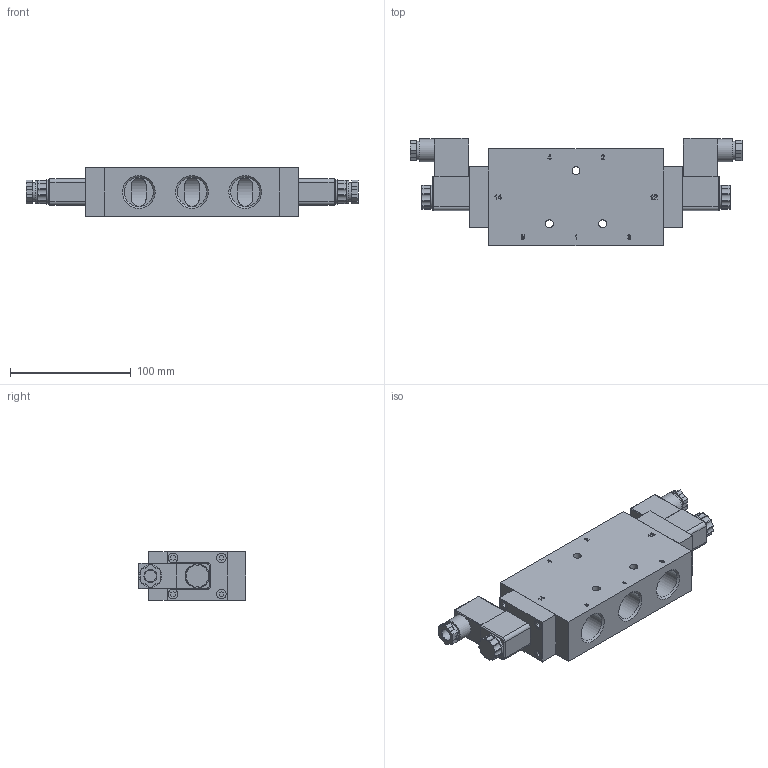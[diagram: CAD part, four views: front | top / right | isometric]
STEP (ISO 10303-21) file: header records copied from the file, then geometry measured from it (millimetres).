
FILE_DESCRIPTION(/* description */ ('Unknown'),/* implementation_level */ '2;1');
FILE_NAME(/* name */ 'GZ-MH 532 181',/* time_stamp */ '2026-01-13T09:31:41+01:00',/* author */ ('Unknown'),/* organization */ ('HAFNER Pneumatika Kft'),/* preprocessor_version */ 'ST-DEVELOPER v16.7',/* originating_system */ 'Solid Edge',/* authorisation */ 'Unknown');
FILE_SCHEMA (('AUTOMOTIVE_DESIGN {1 0 10303 214 3 1 1}'));
Length unit declared in the file: millimetre
Products named in the file (2): GZ-MH532181
Assembly tree (1 placements, depth 2):
  GZ-MH532181
    GZ-MH532181
Bounding box: 274.5 x 88.7 x 40 mm (x, y, z)
Volume: 457258.4 mm3; surface area: 106244.1 mm2
Topology: 8 solids, 8 shells, 769 faces, 1917 edges, 1255 vertices
Faces by surface type: plane 517, cylinder 164, bspline 40, cone 35, sphere 9, torus 4
Full cylindrical faces by diameter (mm): 1.5 x6, 2.375 x2, 2.4 x2, 2.459 x4, 3.236 x2, 4.134 x16, 6 x2, 6.1 x2, 6.6 x3, 7.3 x2, 8 x10, 8.15 x2, 8.5 x2, 9 x2, 9.15 x2, 9.75 x2, 11.6 x2, 14.5 x2, 15.6 x2, 16 x4, 19 x2, 20 x2, 24.117 x10, 28 x5, 28.5 x4
Entity records: 28858 total; most frequent: CARTESIAN_POINT 6014, DIRECTION 3440, ORIENTED_EDGE 3396, EDGE_CURVE 1698, LINE 1228, VECTOR 1228, VERTEX_POINT 1189, AXIS2_PLACEMENT_3D 1106
